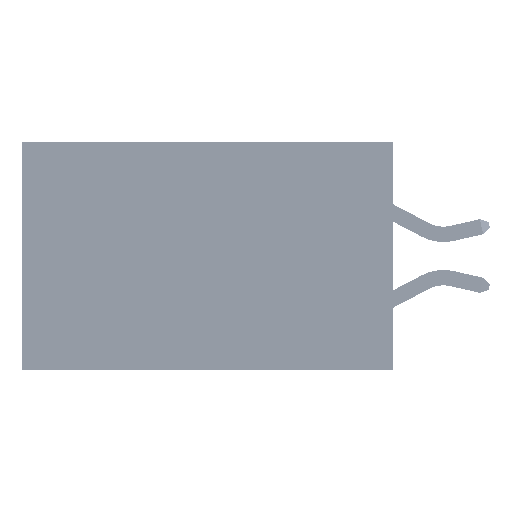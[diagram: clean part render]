
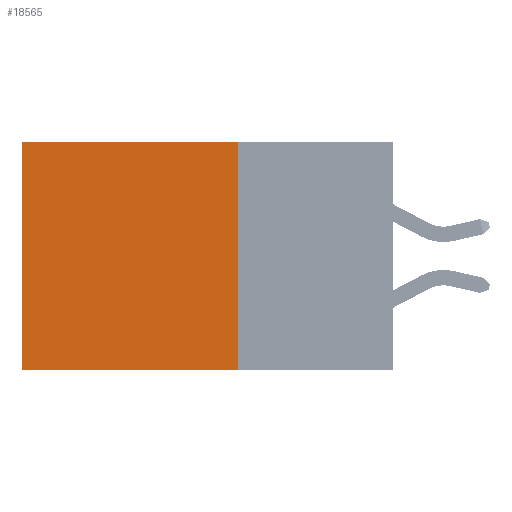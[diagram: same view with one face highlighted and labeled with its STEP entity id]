
A CAD part, left-side view. The second image highlights one B-rep face of the part: STEP entity #18565.
In plain terms, the highlighted planar face has unit normal (-1, 0, 0).
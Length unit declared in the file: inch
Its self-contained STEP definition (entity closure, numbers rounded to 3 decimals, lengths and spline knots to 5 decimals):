
#3390 = CARTESIAN_POINT ( 'NONE',  ( 0.2875, 0.6, 0. ) ) ;
#3829 = VERTEX_POINT ( 'NONE', #5787 ) ;
#3930 = AXIS2_PLACEMENT_3D ( 'NONE', #25413, #29289, #43850 ) ;
#5787 = CARTESIAN_POINT ( 'NONE',  ( 0.2875, 0.25, 0. ) ) ;
#7948 = VECTOR ( 'NONE', #31071, 39.37008 ) ;
#8188 = CARTESIAN_POINT ( 'NONE',  ( 0.2875, 0.6, 0. ) ) ;
#8379 = EDGE_CURVE ( 'NONE', #3829, #19835, #24234, .T. ) ;
#8562 = ORIENTED_EDGE ( 'NONE', *, *, #33998, .F. ) ;
#8878 = EDGE_CURVE ( 'NONE', #3829, #14038, #26704, .T. ) ;
#10615 = VECTOR ( 'NONE', #34106, 39.37008 ) ;
#11354 = CARTESIAN_POINT ( 'NONE',  ( 0.2875, 0.25, -0.37 ) ) ;
#13803 = DIRECTION ( 'NONE',  ( 0., 0., -1. ) ) ;
#14038 = VERTEX_POINT ( 'NONE', #3390 ) ;
#16168 = ORIENTED_EDGE ( 'NONE', *, *, #8379, .F. ) ;
#16558 = ORIENTED_EDGE ( 'NONE', *, *, #8878, .T. ) ;
#18565 = ADVANCED_FACE ( 'NONE', ( #29057 ), #36547, .F. ) ;
#19835 = VERTEX_POINT ( 'NONE', #11354 ) ;
#21832 = VECTOR ( 'NONE', #13803, 39.37008 ) ;
#24234 = LINE ( 'NONE', #36335, #21832 ) ;
#25413 = CARTESIAN_POINT ( 'NONE',  ( 0.2875, 0.25, 0. ) ) ;
#26704 = LINE ( 'NONE', #37618, #40455 ) ;
#27194 = LINE ( 'NONE', #38350, #7948 ) ;
#29057 = FACE_OUTER_BOUND ( 'NONE', #32804, .T. ) ;
#29289 = DIRECTION ( 'NONE',  ( 1., 0., 0. ) ) ;
#29673 = EDGE_CURVE ( 'NONE', #14038, #37064, #37036, .T. ) ;
#30585 = DIRECTION ( 'NONE',  ( 0., 1., 0. ) ) ;
#31071 = DIRECTION ( 'NONE',  ( 0., 1., 0. ) ) ;
#31255 = CARTESIAN_POINT ( 'NONE',  ( 0.2875, 0.6, -0.37 ) ) ;
#32804 = EDGE_LOOP ( 'NONE', ( #45854, #8562, #16168, #16558 ) ) ;
#33998 = EDGE_CURVE ( 'NONE', #19835, #37064, #27194, .T. ) ;
#34106 = DIRECTION ( 'NONE',  ( 0., 0., -1. ) ) ;
#36335 = CARTESIAN_POINT ( 'NONE',  ( 0.2875, 0.25, 0. ) ) ;
#36547 = PLANE ( 'NONE',  #3930 ) ;
#37036 = LINE ( 'NONE', #8188, #10615 ) ;
#37064 = VERTEX_POINT ( 'NONE', #31255 ) ;
#37618 = CARTESIAN_POINT ( 'NONE',  ( 0.2875, 0.25, 0. ) ) ;
#38350 = CARTESIAN_POINT ( 'NONE',  ( 0.2875, 0.25, -0.37 ) ) ;
#40455 = VECTOR ( 'NONE', #30585, 39.37008 ) ;
#43850 = DIRECTION ( 'NONE',  ( 0., 0., -1. ) ) ;
#45854 = ORIENTED_EDGE ( 'NONE', *, *, #29673, .T. ) ;
